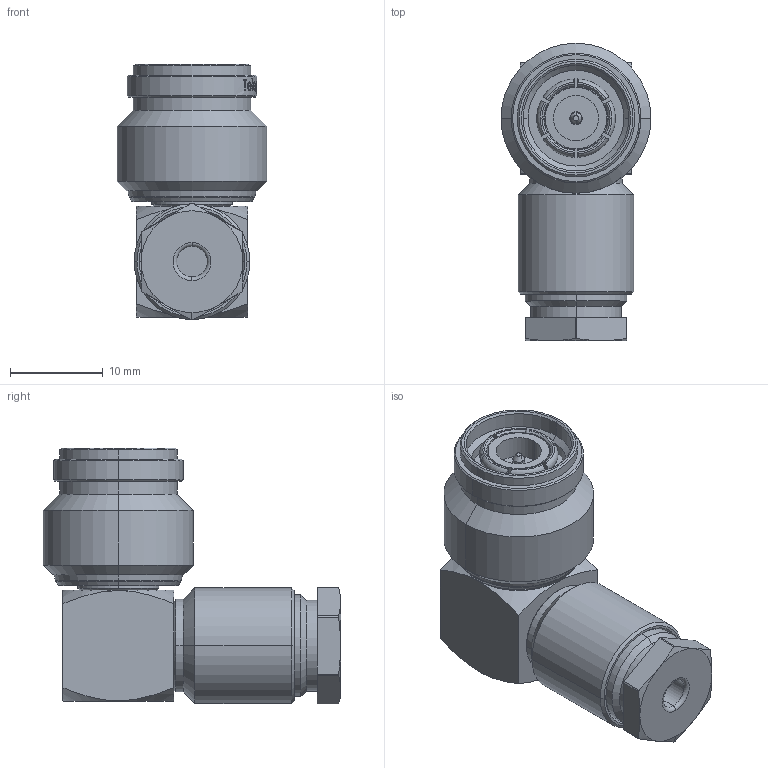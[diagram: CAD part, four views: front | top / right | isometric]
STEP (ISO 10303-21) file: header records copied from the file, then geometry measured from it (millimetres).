
FILE_DESCRIPTION (( 'STEP AP214' ), '1' );
FILE_NAME ('J01010A0011.STEP', '2019-07-04T11:41:02', ( '' ), ( '' ), 'SwSTEP 2.0', 'SolidWorks 2018', '' );
FILE_SCHEMA (( 'AUTOMOTIVE_DESIGN' ));
Length unit declared in the file: millimetre
Products named in the file (1): J01010A0011
Bounding box: 16.2 x 32.1 x 27.65 mm (x, y, z)
Volume: 5968.9 mm3; surface area: 2963.4 mm2
Topology: 1 solids, 1 shells, 331 faces, 826 edges, 533 vertices
Faces by surface type: plane 106, bspline 83, cylinder 72, cone 60, torus 10
Entity records: 19111 total; most frequent: CARTESIAN_POINT 8317, ORIENTED_EDGE 1652, DIRECTION 1206, EDGE_CURVE 826, VERTEX_POINT 533, AXIS2_PLACEMENT_3D 472, EDGE_LOOP 367, FACE_OUTER_BOUND 331
